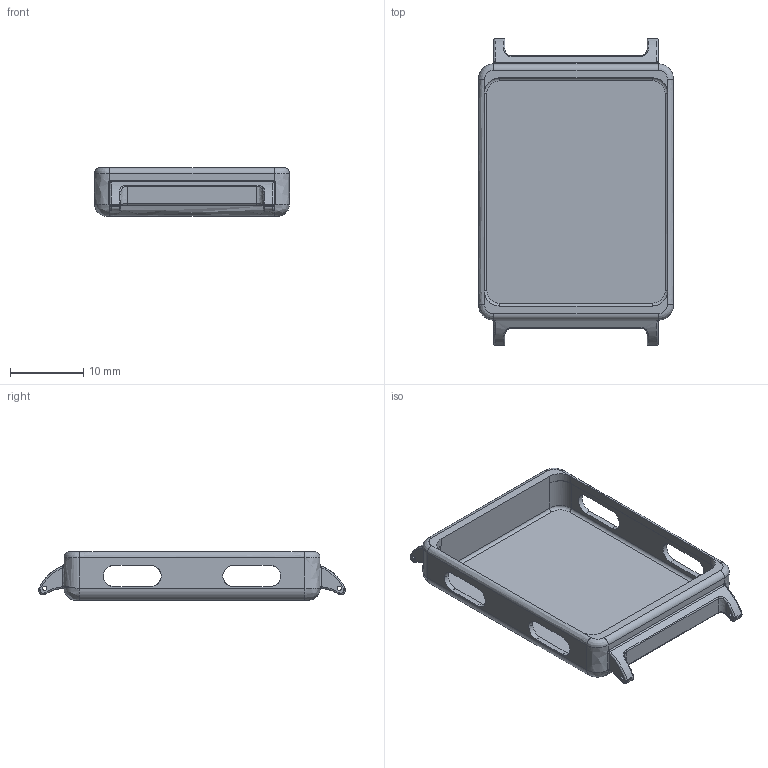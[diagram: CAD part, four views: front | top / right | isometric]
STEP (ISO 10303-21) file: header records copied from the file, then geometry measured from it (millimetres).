
FILE_DESCRIPTION(('FreeCAD Model'),'2;1');
FILE_NAME('Open CASCADE Shape Model','2025-05-04T04:29:27',('FreeCAD'),( 'FreeCAD'),'Open CASCADE STEP processor 7.6','FreeCAD','Unknown');
FILE_SCHEMA(('AUTOMOTIVE_DESIGN { 1 0 10303 214 1 1 1 1 }'));
Length unit declared in the file: millimetre
Products named in the file (1): Open CASCADE STEP translator 7.6 1
Bounding box: 26.67 x 41.94 x 6.67 mm (x, y, z)
Volume: 1714.6 mm3; surface area: 3189.8 mm2
Topology: 1 solids, 1 shells, 195 faces, 485 edges, 282 vertices
Faces by surface type: bspline 195
Entity records: 6173 total; most frequent: CARTESIAN_POINT 3561, ORIENTED_EDGE 950, EDGE_CURVE 475, VERTEX_POINT 282, B_SPLINE_CURVE_WITH_KNOTS 233, FACE_BOUND 211, EDGE_LOOP 211, ADVANCED_FACE 195
